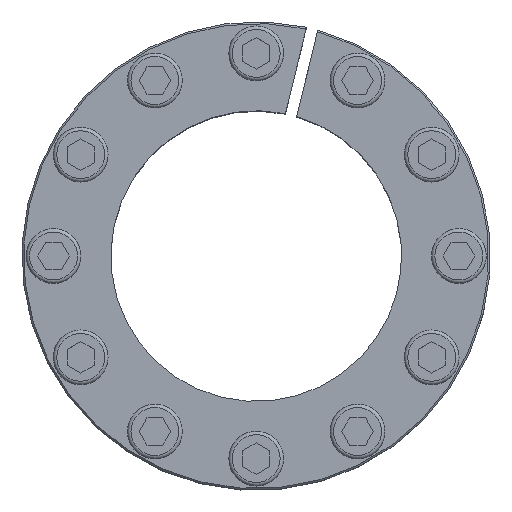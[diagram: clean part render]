
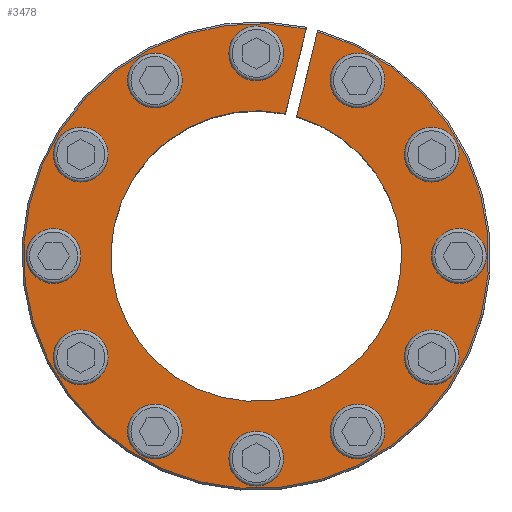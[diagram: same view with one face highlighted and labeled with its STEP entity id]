
A CAD part, top view. The second image highlights one B-rep face of the part: STEP entity #3478.
In plain terms, the highlighted planar face has unit normal (0, 0, 1).
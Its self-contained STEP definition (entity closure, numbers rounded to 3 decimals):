
#269=LINE('',#6203,#527);
#274=LINE('',#6214,#532);
#527=VECTOR('',#4684,1.);
#532=VECTOR('',#4691,1.);
#667=PLANE('',#3840);
#775=FACE_BOUND('',#1285,.T.);
#776=FACE_BOUND('',#1286,.T.);
#777=FACE_BOUND('',#1287,.T.);
#778=FACE_BOUND('',#1288,.T.);
#779=FACE_BOUND('',#1289,.T.);
#780=FACE_BOUND('',#1290,.T.);
#781=FACE_BOUND('',#1291,.T.);
#782=FACE_BOUND('',#1292,.T.);
#783=FACE_BOUND('',#1293,.T.);
#784=FACE_BOUND('',#1294,.T.);
#785=FACE_BOUND('',#1295,.T.);
#786=FACE_BOUND('',#1296,.T.);
#1004=FACE_OUTER_BOUND('',#1284,.T.);
#1284=EDGE_LOOP('',(#3033,#3034,#3035,#3036));
#1285=EDGE_LOOP('',(#3037));
#1286=EDGE_LOOP('',(#3038));
#1287=EDGE_LOOP('',(#3039));
#1288=EDGE_LOOP('',(#3040));
#1289=EDGE_LOOP('',(#3041));
#1290=EDGE_LOOP('',(#3042));
#1291=EDGE_LOOP('',(#3043));
#1292=EDGE_LOOP('',(#3044));
#1293=EDGE_LOOP('',(#3045));
#1294=EDGE_LOOP('',(#3046));
#1295=EDGE_LOOP('',(#3047));
#1296=EDGE_LOOP('',(#3048));
#1303=CIRCLE('',#3518,8.);
#1310=CIRCLE('',#3538,8.);
#1317=CIRCLE('',#3558,8.);
#1324=CIRCLE('',#3578,8.);
#1331=CIRCLE('',#3598,8.);
#1338=CIRCLE('',#3618,8.);
#1345=CIRCLE('',#3638,8.);
#1352=CIRCLE('',#3658,8.);
#1359=CIRCLE('',#3678,8.);
#1366=CIRCLE('',#3698,8.);
#1373=CIRCLE('',#3718,8.);
#1380=CIRCLE('',#3738,8.);
#1439=CIRCLE('',#3837,68.);
#1440=CIRCLE('',#3839,42.5);
#1460=VERTEX_POINT('',#4866);
#1480=VERTEX_POINT('',#4948);
#1500=VERTEX_POINT('',#5030);
#1520=VERTEX_POINT('',#5112);
#1540=VERTEX_POINT('',#5194);
#1560=VERTEX_POINT('',#5276);
#1580=VERTEX_POINT('',#5358);
#1600=VERTEX_POINT('',#5440);
#1620=VERTEX_POINT('',#5522);
#1640=VERTEX_POINT('',#5604);
#1660=VERTEX_POINT('',#5686);
#1680=VERTEX_POINT('',#5768);
#1718=VERTEX_POINT('',#6170);
#1732=VERTEX_POINT('',#6201);
#1735=VERTEX_POINT('',#6210);
#1737=VERTEX_POINT('',#6213);
#1778=EDGE_CURVE('',#1460,#1460,#1303,.T.);
#1804=EDGE_CURVE('',#1480,#1480,#1310,.T.);
#1830=EDGE_CURVE('',#1500,#1500,#1317,.T.);
#1856=EDGE_CURVE('',#1520,#1520,#1324,.T.);
#1882=EDGE_CURVE('',#1540,#1540,#1331,.T.);
#1908=EDGE_CURVE('',#1560,#1560,#1338,.T.);
#1934=EDGE_CURVE('',#1580,#1580,#1345,.T.);
#1960=EDGE_CURVE('',#1600,#1600,#1352,.T.);
#1986=EDGE_CURVE('',#1620,#1620,#1359,.T.);
#2012=EDGE_CURVE('',#1640,#1640,#1366,.T.);
#2038=EDGE_CURVE('',#1660,#1660,#1373,.T.);
#2064=EDGE_CURVE('',#1680,#1680,#1380,.T.);
#2143=EDGE_CURVE('',#1718,#1732,#269,.T.);
#2148=EDGE_CURVE('',#1737,#1735,#274,.T.);
#2183=EDGE_CURVE('',#1718,#1735,#1439,.T.);
#2184=EDGE_CURVE('',#1732,#1737,#1440,.T.);
#3033=ORIENTED_EDGE('',*,*,#2143,.T.);
#3034=ORIENTED_EDGE('',*,*,#2184,.T.);
#3035=ORIENTED_EDGE('',*,*,#2148,.T.);
#3036=ORIENTED_EDGE('',*,*,#2183,.F.);
#3037=ORIENTED_EDGE('',*,*,#1778,.T.);
#3038=ORIENTED_EDGE('',*,*,#1804,.T.);
#3039=ORIENTED_EDGE('',*,*,#1830,.T.);
#3040=ORIENTED_EDGE('',*,*,#1856,.T.);
#3041=ORIENTED_EDGE('',*,*,#1882,.T.);
#3042=ORIENTED_EDGE('',*,*,#1908,.T.);
#3043=ORIENTED_EDGE('',*,*,#1934,.T.);
#3044=ORIENTED_EDGE('',*,*,#1960,.T.);
#3045=ORIENTED_EDGE('',*,*,#1986,.T.);
#3046=ORIENTED_EDGE('',*,*,#2012,.T.);
#3047=ORIENTED_EDGE('',*,*,#2038,.T.);
#3048=ORIENTED_EDGE('',*,*,#2064,.T.);
#3478=ADVANCED_FACE('',(#1004,#775,#776,#777,#778,#779,#780,#781,#782,#783,
#784,#785,#786),#667,.T.);
#3518=AXIS2_PLACEMENT_3D('',#4867,#3899,#3900);
#3538=AXIS2_PLACEMENT_3D('',#4949,#3957,#3958);
#3558=AXIS2_PLACEMENT_3D('',#5031,#4015,#4016);
#3578=AXIS2_PLACEMENT_3D('',#5113,#4073,#4074);
#3598=AXIS2_PLACEMENT_3D('',#5195,#4131,#4132);
#3618=AXIS2_PLACEMENT_3D('',#5277,#4189,#4190);
#3638=AXIS2_PLACEMENT_3D('',#5359,#4247,#4248);
#3658=AXIS2_PLACEMENT_3D('',#5441,#4305,#4306);
#3678=AXIS2_PLACEMENT_3D('',#5523,#4363,#4364);
#3698=AXIS2_PLACEMENT_3D('',#5605,#4421,#4422);
#3718=AXIS2_PLACEMENT_3D('',#5687,#4479,#4480);
#3738=AXIS2_PLACEMENT_3D('',#5769,#4537,#4538);
#3837=AXIS2_PLACEMENT_3D('',#6284,#4777,#4778);
#3839=AXIS2_PLACEMENT_3D('',#6286,#4781,#4782);
#3840=AXIS2_PLACEMENT_3D('',#6287,#4783,#4784);
#3899=DIRECTION('center_axis',(0.,0.,
-1.));
#3900=DIRECTION('ref_axis',(-0.5,0.866,0.));
#3957=DIRECTION('center_axis',(0.,0.,
-1.));
#3958=DIRECTION('ref_axis',(-0.866,0.5,0.));
#4015=DIRECTION('center_axis',(0.,0.,
-1.));
#4016=DIRECTION('ref_axis',(-1.,0.,0.));
#4073=DIRECTION('center_axis',(0.,0.,
-1.));
#4074=DIRECTION('ref_axis',(-0.866,-0.5,0.));
#4131=DIRECTION('center_axis',(0.,0.,
-1.));
#4132=DIRECTION('ref_axis',(-0.5,-0.866,0.));
#4189=DIRECTION('center_axis',(0.,0.,
-1.));
#4190=DIRECTION('ref_axis',(0.,-1.,0.));
#4247=DIRECTION('center_axis',(0.,0.,
-1.));
#4248=DIRECTION('ref_axis',(0.5,-0.866,0.));
#4305=DIRECTION('center_axis',(0.,0.,
-1.));
#4306=DIRECTION('ref_axis',(0.866,-0.5,0.));
#4363=DIRECTION('center_axis',(0.,0.,
-1.));
#4364=DIRECTION('ref_axis',(1.,0.,0.));
#4421=DIRECTION('center_axis',(0.,0.,
-1.));
#4422=DIRECTION('ref_axis',(0.866,0.5,0.));
#4479=DIRECTION('center_axis',(0.,0.,
-1.));
#4480=DIRECTION('ref_axis',(0.5,0.866,0.));
#4537=DIRECTION('center_axis',(0.,0.,
-1.));
#4538=DIRECTION('ref_axis',(0.,1.,0.));
#4684=DIRECTION('',(-0.239,-0.971,0.));
#4691=DIRECTION('',(0.239,0.971,0.));
#4777=DIRECTION('center_axis',(0.,0.,-1.));
#4778=DIRECTION('ref_axis',(0.,1.,0.));
#4781=DIRECTION('center_axis',(0.,0.,-1.));
#4782=DIRECTION('ref_axis',(0.,1.,0.));
#4783=DIRECTION('center_axis',(0.,0.,
1.));
#4784=DIRECTION('ref_axis',(0.,-1.,0.));
#4866=CARTESIAN_POINT('',(-33.625,58.24,0.));
#4867=CARTESIAN_POINT('Origin',(-29.625,51.312,0.));
#4948=CARTESIAN_POINT('',(-58.24,33.625,0.));
#4949=CARTESIAN_POINT('Origin',(-51.312,29.625,0.));
#5030=CARTESIAN_POINT('',(-67.25,0.,0.));
#5031=CARTESIAN_POINT('Origin',(-59.25,0.,0.));
#5112=CARTESIAN_POINT('',(-58.24,-33.625,0.));
#5113=CARTESIAN_POINT('Origin',(-51.312,-29.625,0.));
#5194=CARTESIAN_POINT('',(-33.625,-58.24,0.));
#5195=CARTESIAN_POINT('Origin',(-29.625,-51.312,0.));
#5276=CARTESIAN_POINT('',(0.,-67.25,0.));
#5277=CARTESIAN_POINT('Origin',(0.,-59.25,0.));
#5358=CARTESIAN_POINT('',(33.625,-58.24,0.));
#5359=CARTESIAN_POINT('Origin',(29.625,-51.312,0.));
#5440=CARTESIAN_POINT('',(58.24,-33.625,0.));
#5441=CARTESIAN_POINT('Origin',(51.312,-29.625,0.));
#5522=CARTESIAN_POINT('',(67.25,0.,0.));
#5523=CARTESIAN_POINT('Origin',(59.25,0.,0.));
#5604=CARTESIAN_POINT('',(58.24,33.625,0.));
#5605=CARTESIAN_POINT('Origin',(51.312,29.625,0.));
#5686=CARTESIAN_POINT('',(33.625,58.24,0.));
#5687=CARTESIAN_POINT('Origin',(29.625,51.312,0.));
#5768=CARTESIAN_POINT('',(0.,67.25,0.));
#5769=CARTESIAN_POINT('Origin',(0.,59.25,0.));
#6170=CARTESIAN_POINT('',(17.919,65.597,0.));
#6201=CARTESIAN_POINT('',(11.813,40.825,0.));
#6203=CARTESIAN_POINT('',(16.266,58.891,0.));
#6210=CARTESIAN_POINT('',(14.618,66.41,0.));
#6213=CARTESIAN_POINT('',(8.512,41.639,0.));
#6214=CARTESIAN_POINT('',(12.965,59.704,0.));
#6284=CARTESIAN_POINT('Origin',(0.,0.,0.));
#6286=CARTESIAN_POINT('Origin',(0.,0.,0.));
#6287=CARTESIAN_POINT('Origin',(0.,55.25,0.));
